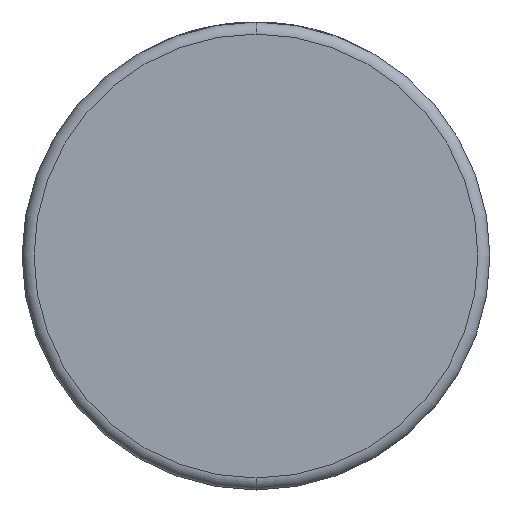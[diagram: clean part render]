
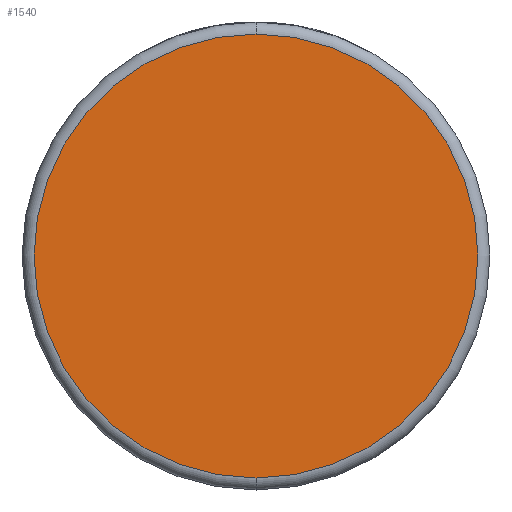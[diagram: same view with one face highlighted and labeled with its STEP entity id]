
A CAD part, front view. The second image highlights one B-rep face of the part: STEP entity #1540.
In plain terms, the highlighted planar face has unit normal (0, -1, 0).
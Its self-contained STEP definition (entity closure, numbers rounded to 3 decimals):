
#482 = DIRECTION ( 'NONE',  ( 0., 0., 1. ) ) ;
#736 = DIRECTION ( 'NONE',  ( 0., 0., 1. ) ) ;
#772 = CARTESIAN_POINT ( 'NONE',  ( 0., 0., 37. ) ) ;
#881 = CIRCLE ( 'NONE', #2398, 37. ) ;
#915 = AXIS2_PLACEMENT_3D ( 'NONE', #2963, #2688, #736 ) ;
#1058 = VERTEX_POINT ( 'NONE', #772 ) ;
#1242 = VERTEX_POINT ( 'NONE', #3109 ) ;
#1540 = ADVANCED_FACE ( 'NONE', ( #3031 ), #2806, .F. ) ;
#2110 = EDGE_LOOP ( 'NONE', ( #3876, #3115 ) ) ;
#2170 = CARTESIAN_POINT ( 'NONE',  ( 0., 0., 0. ) ) ;
#2398 = AXIS2_PLACEMENT_3D ( 'NONE', #3072, #2761, #482 ) ;
#2479 = DIRECTION ( 'NONE',  ( 0., 0., 1. ) ) ;
#2688 = DIRECTION ( 'NONE',  ( 0., -1., 0. ) ) ;
#2761 = DIRECTION ( 'NONE',  ( 0., -1., 0. ) ) ;
#2806 = PLANE ( 'NONE',  #3457 ) ;
#2819 = CIRCLE ( 'NONE', #915, 37. ) ;
#2825 = EDGE_CURVE ( 'NONE', #1242, #1058, #2819, .T. ) ;
#2963 = CARTESIAN_POINT ( 'NONE',  ( 0., 0., 0. ) ) ;
#3031 = FACE_OUTER_BOUND ( 'NONE', #2110, .T. ) ;
#3072 = CARTESIAN_POINT ( 'NONE',  ( 0., 0., 0. ) ) ;
#3109 = CARTESIAN_POINT ( 'NONE',  ( 0., 0., -37. ) ) ;
#3115 = ORIENTED_EDGE ( 'NONE', *, *, #2825, .T. ) ;
#3442 = EDGE_CURVE ( 'NONE', #1058, #1242, #881, .T. ) ;
#3457 = AXIS2_PLACEMENT_3D ( 'NONE', #2170, #3798, #2479 ) ;
#3798 = DIRECTION ( 'NONE',  ( 0., 1., 0. ) ) ;
#3876 = ORIENTED_EDGE ( 'NONE', *, *, #3442, .T. ) ;
